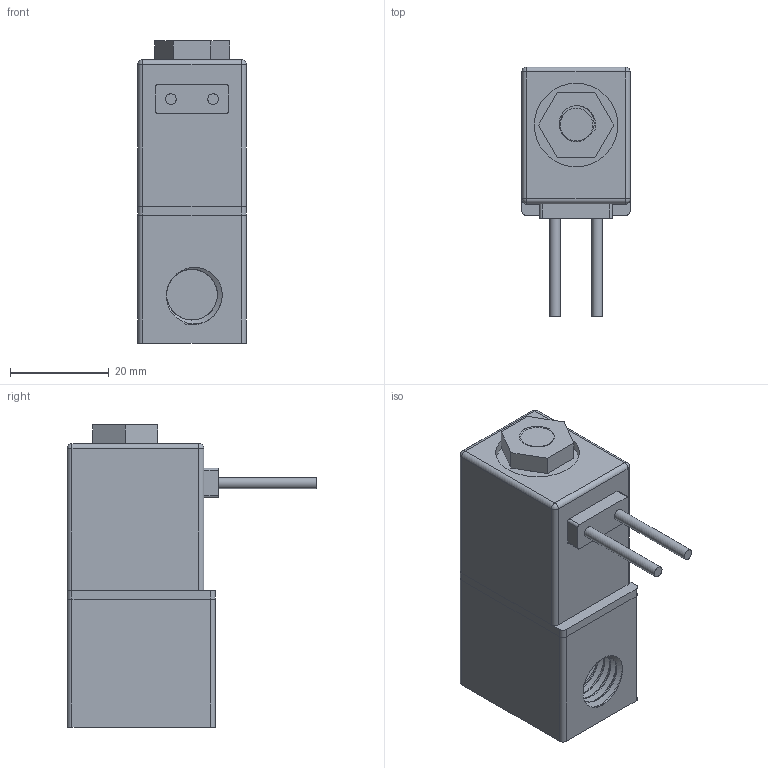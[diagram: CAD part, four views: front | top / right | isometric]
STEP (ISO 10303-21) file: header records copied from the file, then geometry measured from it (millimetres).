
FILE_DESCRIPTION(/* description */ (''),/* implementation_level */ '2;1');
FILE_NAME(/* name */ '2V025 Solenoid Valve 12V.step',/* time_stamp */ '2019-06-04T18:28:57+02:00',/* author */ (''),/* organization */ (''),/* preprocessor_version */ 'ST-DEVELOPER v18',/* originating_system */ 'Autodesk Translation Framework v8.2.0.1029',/* authorisation */ '');
FILE_SCHEMA (('AUTOMOTIVE_DESIGN { 1 0 10303 214 3 1 1 }'));
Length unit declared in the file: millimetre
Products named in the file (3): 2V025 Solenoid Valve 12V 1/4; Wires; Main Body
Assembly tree (2 placements, depth 2):
  2V025 Solenoid Valve 12V 1/4
    Wires
    Main Body
Bounding box: 21.95 x 50.58 x 61.2 mm (x, y, z)
Volume: 34360 mm3; surface area: 12437.8 mm2
Topology: 7 solids, 7 shells, 178 faces, 452 edges, 294 vertices
Faces by surface type: cylinder 122, plane 42, bspline 10, sphere 4
Full cylindrical faces by diameter (mm): 2.2 x2, 2.529 x22, 3.086 x26, 6.446 x4, 6.779 x1, 7.866 x5, 10.274 x13, 12.226 x12, 16.9 x1
Entity records: 13168 total; most frequent: CARTESIAN_POINT 9133, ORIENTED_EDGE 904, DIRECTION 668, EDGE_CURVE 452, VERTEX_POINT 294, AXIS2_PLACEMENT_3D 245, B_SPLINE_CURVE_WITH_KNOTS 202, EDGE_LOOP 186
